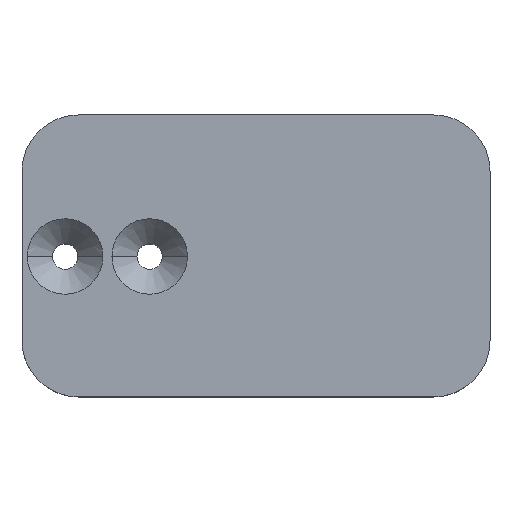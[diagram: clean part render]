
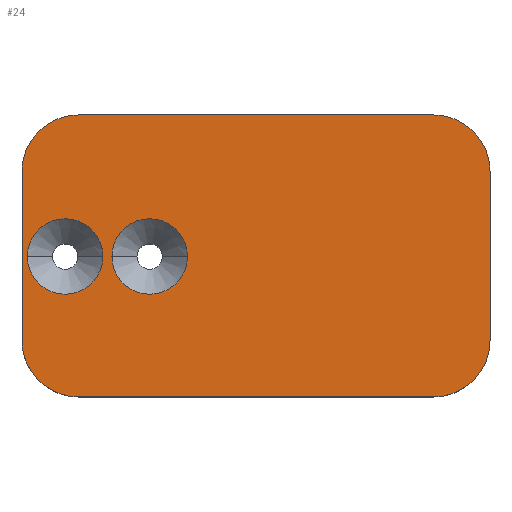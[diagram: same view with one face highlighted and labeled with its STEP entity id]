
A CAD part, top view. The second image highlights one B-rep face of the part: STEP entity #24.
In plain terms, the highlighted planar face has unit normal (0, 0, 1).
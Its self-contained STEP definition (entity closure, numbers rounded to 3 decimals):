
#4 = AXIS2_PLACEMENT_3D ( 'NONE', #188, #631, #197 ) ;
#7 = VERTEX_POINT ( 'NONE', #480 ) ;
#15 = ORIENTED_EDGE ( 'NONE', *, *, #61, .T. ) ;
#18 = CARTESIAN_POINT ( 'NONE',  ( -20.715, 6.422, 25. ) ) ;
#19 = CIRCLE ( 'NONE', #623, 6.7 ) ;
#20 = VERTEX_POINT ( 'NONE', #625 ) ;
#24 = ADVANCED_FACE ( 'NONE', ( #466, #746, #541 ), #186, .T. ) ;
#25 = DIRECTION ( 'NONE',  ( 1., 0., 0. ) ) ;
#32 = CIRCLE ( 'NONE', #225, 10. ) ;
#47 = VERTEX_POINT ( 'NONE', #171 ) ;
#50 = DIRECTION ( 'NONE',  ( 0., 0., 1. ) ) ;
#61 = EDGE_CURVE ( 'NONE', #535, #89, #330, .T. ) ;
#69 = DIRECTION ( 'NONE',  ( 0., 0., 1. ) ) ;
#71 = VERTEX_POINT ( 'NONE', #250 ) ;
#73 = VERTEX_POINT ( 'NONE', #106 ) ;
#89 = VERTEX_POINT ( 'NONE', #941 ) ;
#106 = CARTESIAN_POINT ( 'NONE',  ( -33.36, 31.519, 25. ) ) ;
#140 = CARTESIAN_POINT ( 'NONE',  ( -33.36, -8.481, 25. ) ) ;
#147 = VECTOR ( 'NONE', #486, 1000. ) ;
#157 = ORIENTED_EDGE ( 'NONE', *, *, #228, .T. ) ;
#158 = AXIS2_PLACEMENT_3D ( 'NONE', #170, #825, #25 ) ;
#160 = VECTOR ( 'NONE', #796, 1000. ) ;
#169 = EDGE_CURVE ( 'NONE', #20, #73, #193, .T. ) ;
#170 = CARTESIAN_POINT ( 'NONE',  ( -33.36, 21.519, 25. ) ) ;
#171 = CARTESIAN_POINT ( 'NONE',  ( -29.015, 6.422, 25. ) ) ;
#186 = PLANE ( 'NONE',  #322 ) ;
#188 = CARTESIAN_POINT ( 'NONE',  ( -20.715, 6.422, 25. ) ) ;
#191 = CARTESIAN_POINT ( 'NONE',  ( -35.715, 6.422, 25. ) ) ;
#192 = CIRCLE ( 'NONE', #4, 6.7 ) ;
#193 = LINE ( 'NONE', #868, #147 ) ;
#197 = DIRECTION ( 'NONE',  ( 1., 0., 0. ) ) ;
#199 = VERTEX_POINT ( 'NONE', #206 ) ;
#203 = CARTESIAN_POINT ( 'NONE',  ( 29.64, 21.519, 25. ) ) ;
#206 = CARTESIAN_POINT ( 'NONE',  ( -14.015, 6.422, 25. ) ) ;
#214 = DIRECTION ( 'NONE',  ( 1., 0., 0. ) ) ;
#222 = AXIS2_PLACEMENT_3D ( 'NONE', #140, #69, #814 ) ;
#225 = AXIS2_PLACEMENT_3D ( 'NONE', #203, #501, #214 ) ;
#228 = EDGE_CURVE ( 'NONE', #247, #20, #32, .T. ) ;
#247 = VERTEX_POINT ( 'NONE', #809 ) ;
#250 = CARTESIAN_POINT ( 'NONE',  ( -27.415, 6.422, 25. ) ) ;
#274 = CARTESIAN_POINT ( 'NONE',  ( 29.64, -8.481, 25. ) ) ;
#292 = ORIENTED_EDGE ( 'NONE', *, *, #544, .T. ) ;
#304 = VECTOR ( 'NONE', #915, 1000. ) ;
#317 = ORIENTED_EDGE ( 'NONE', *, *, #485, .F. ) ;
#322 = AXIS2_PLACEMENT_3D ( 'NONE', #850, #834, #402 ) ;
#330 = LINE ( 'NONE', #617, #304 ) ;
#335 = CIRCLE ( 'NONE', #634, 6.7 ) ;
#348 = CARTESIAN_POINT ( 'NONE',  ( 39.64, -8.481, 25. ) ) ;
#349 = EDGE_LOOP ( 'NONE', ( #317, #816 ) ) ;
#366 = AXIS2_PLACEMENT_3D ( 'NONE', #274, #50, #425 ) ;
#402 = DIRECTION ( 'NONE',  ( 1., 0., 0. ) ) ;
#404 = EDGE_CURVE ( 'NONE', #71, #199, #335, .T. ) ;
#425 = DIRECTION ( 'NONE',  ( 1., 0., 0. ) ) ;
#433 = EDGE_CURVE ( 'NONE', #73, #7, #593, .T. ) ;
#436 = ORIENTED_EDGE ( 'NONE', *, *, #404, .F. ) ;
#466 = FACE_BOUND ( 'NONE', #349, .T. ) ;
#475 = CIRCLE ( 'NONE', #366, 10. ) ;
#480 = CARTESIAN_POINT ( 'NONE',  ( -43.36, 21.519, 25. ) ) ;
#485 = EDGE_CURVE ( 'NONE', #47, #636, #19, .T. ) ;
#486 = DIRECTION ( 'NONE',  ( -1., 0., 0. ) ) ;
#499 = EDGE_LOOP ( 'NONE', ( #627, #157, #828, #504, #676, #528, #15, #292 ) ) ;
#501 = DIRECTION ( 'NONE',  ( 0., 0., 1. ) ) ;
#503 = DIRECTION ( 'NONE',  ( 1., 0., 0. ) ) ;
#504 = ORIENTED_EDGE ( 'NONE', *, *, #433, .T. ) ;
#515 = LINE ( 'NONE', #595, #647 ) ;
#523 = LINE ( 'NONE', #598, #160 ) ;
#525 = DIRECTION ( 'NONE',  ( 0., 1., 0. ) ) ;
#528 = ORIENTED_EDGE ( 'NONE', *, *, #665, .T. ) ;
#535 = VERTEX_POINT ( 'NONE', #565 ) ;
#536 = CIRCLE ( 'NONE', #564, 6.7 ) ;
#541 = FACE_OUTER_BOUND ( 'NONE', #499, .T. ) ;
#544 = EDGE_CURVE ( 'NONE', #89, #621, #475, .T. ) ;
#564 = AXIS2_PLACEMENT_3D ( 'NONE', #799, #954, #667 ) ;
#565 = CARTESIAN_POINT ( 'NONE',  ( -33.36, -18.481, 25. ) ) ;
#572 = EDGE_CURVE ( 'NONE', #199, #71, #192, .T. ) ;
#593 = CIRCLE ( 'NONE', #158, 10. ) ;
#595 = CARTESIAN_POINT ( 'NONE',  ( 39.64, -18.481, 25. ) ) ;
#598 = CARTESIAN_POINT ( 'NONE',  ( -43.36, 16.519, 25. ) ) ;
#616 = VERTEX_POINT ( 'NONE', #787 ) ;
#617 = CARTESIAN_POINT ( 'NONE',  ( 39.64, -18.481, 25. ) ) ;
#621 = VERTEX_POINT ( 'NONE', #348 ) ;
#623 = AXIS2_PLACEMENT_3D ( 'NONE', #191, #767, #503 ) ;
#625 = CARTESIAN_POINT ( 'NONE',  ( 29.64, 31.519, 25. ) ) ;
#627 = ORIENTED_EDGE ( 'NONE', *, *, #836, .T. ) ;
#631 = DIRECTION ( 'NONE',  ( 0., 0., 1. ) ) ;
#634 = AXIS2_PLACEMENT_3D ( 'NONE', #18, #764, #897 ) ;
#636 = VERTEX_POINT ( 'NONE', #703 ) ;
#647 = VECTOR ( 'NONE', #525, 1000. ) ;
#665 = EDGE_CURVE ( 'NONE', #616, #535, #901, .T. ) ;
#667 = DIRECTION ( 'NONE',  ( 1., 0., 0. ) ) ;
#673 = EDGE_CURVE ( 'NONE', #7, #616, #523, .T. ) ;
#676 = ORIENTED_EDGE ( 'NONE', *, *, #673, .T. ) ;
#703 = CARTESIAN_POINT ( 'NONE',  ( -42.415, 6.422, 25. ) ) ;
#746 = FACE_BOUND ( 'NONE', #895, .T. ) ;
#764 = DIRECTION ( 'NONE',  ( 0., 0., 1. ) ) ;
#765 = ORIENTED_EDGE ( 'NONE', *, *, #572, .F. ) ;
#767 = DIRECTION ( 'NONE',  ( 0., 0., 1. ) ) ;
#787 = CARTESIAN_POINT ( 'NONE',  ( -43.36, -8.481, 25. ) ) ;
#796 = DIRECTION ( 'NONE',  ( 0., -1., 0. ) ) ;
#799 = CARTESIAN_POINT ( 'NONE',  ( -35.715, 6.422, 25. ) ) ;
#809 = CARTESIAN_POINT ( 'NONE',  ( 39.64, 21.519, 25. ) ) ;
#813 = EDGE_CURVE ( 'NONE', #636, #47, #536, .T. ) ;
#814 = DIRECTION ( 'NONE',  ( 1., 0., 0. ) ) ;
#816 = ORIENTED_EDGE ( 'NONE', *, *, #813, .F. ) ;
#825 = DIRECTION ( 'NONE',  ( 0., 0., 1. ) ) ;
#828 = ORIENTED_EDGE ( 'NONE', *, *, #169, .T. ) ;
#834 = DIRECTION ( 'NONE',  ( 0., 0., 1. ) ) ;
#836 = EDGE_CURVE ( 'NONE', #621, #247, #515, .T. ) ;
#850 = CARTESIAN_POINT ( 'NONE',  ( 0., 0., 25. ) ) ;
#868 = CARTESIAN_POINT ( 'NONE',  ( 39.64, 31.519, 25. ) ) ;
#895 = EDGE_LOOP ( 'NONE', ( #765, #436 ) ) ;
#897 = DIRECTION ( 'NONE',  ( 1., 0., 0. ) ) ;
#901 = CIRCLE ( 'NONE', #222, 10. ) ;
#915 = DIRECTION ( 'NONE',  ( 1., 0., 0. ) ) ;
#941 = CARTESIAN_POINT ( 'NONE',  ( 29.64, -18.481, 25. ) ) ;
#954 = DIRECTION ( 'NONE',  ( 0., 0., 1. ) ) ;
